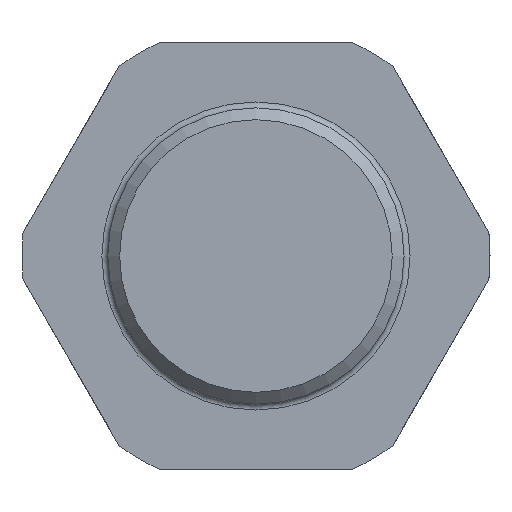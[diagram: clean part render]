
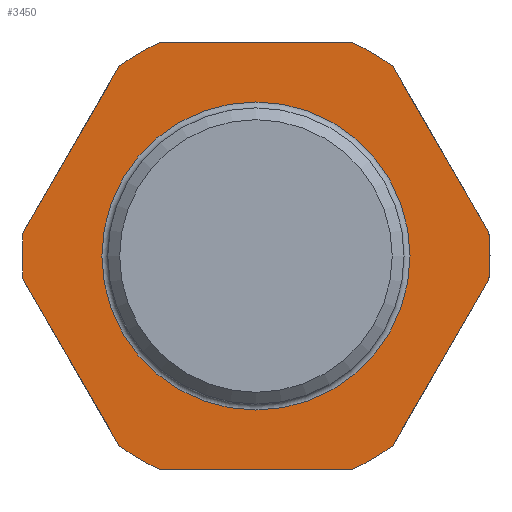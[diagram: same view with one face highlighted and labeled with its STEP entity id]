
A CAD part, left-side view. The second image highlights one B-rep face of the part: STEP entity #3450.
In plain terms, the highlighted planar face has unit normal (-1, 0, 0).
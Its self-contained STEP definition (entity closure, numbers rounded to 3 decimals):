
#66=FACE_BOUND('',#740,.T.);
#164=LINE('',#5231,#310);
#167=LINE('',#5261,#313);
#170=LINE('',#5291,#316);
#173=LINE('',#5321,#319);
#176=LINE('',#5351,#322);
#179=LINE('',#5381,#325);
#310=VECTOR('',#4128,10.);
#313=VECTOR('',#4133,10.);
#316=VECTOR('',#4138,10.);
#319=VECTOR('',#4143,10.);
#322=VECTOR('',#4148,10.);
#325=VECTOR('',#4153,10.);
#552=FACE_OUTER_BOUND('',#739,.T.);
#739=EDGE_LOOP('',(#2163,#2164,#2165,#2166,#2167,#2168,#2169,#2170,#2171,
#2172,#2173,#2174));
#740=EDGE_LOOP('',(#2175,#2176));
#933=CIRCLE('',#3672,19.75);
#934=CIRCLE('',#3674,19.75);
#935=CIRCLE('',#3676,19.75);
#936=CIRCLE('',#3678,19.75);
#937=CIRCLE('',#3680,19.75);
#938=CIRCLE('',#3682,19.75);
#939=CIRCLE('',#3683,13.);
#940=CIRCLE('',#3684,13.);
#1204=VERTEX_POINT('',#5228);
#1205=VERTEX_POINT('',#5230);
#1208=VERTEX_POINT('',#5258);
#1209=VERTEX_POINT('',#5260);
#1212=VERTEX_POINT('',#5288);
#1213=VERTEX_POINT('',#5290);
#1216=VERTEX_POINT('',#5318);
#1217=VERTEX_POINT('',#5320);
#1220=VERTEX_POINT('',#5348);
#1221=VERTEX_POINT('',#5350);
#1224=VERTEX_POINT('',#5378);
#1225=VERTEX_POINT('',#5380);
#1229=VERTEX_POINT('',#5409);
#1230=VERTEX_POINT('',#5410);
#1570=EDGE_CURVE('',#1205,#1204,#164,.T.);
#1574=EDGE_CURVE('',#1209,#1208,#167,.T.);
#1578=EDGE_CURVE('',#1213,#1212,#170,.T.);
#1582=EDGE_CURVE('',#1217,#1216,#173,.T.);
#1586=EDGE_CURVE('',#1221,#1220,#176,.T.);
#1590=EDGE_CURVE('',#1225,#1224,#179,.T.);
#1602=EDGE_CURVE('',#1213,#1216,#933,.T.);
#1603=EDGE_CURVE('',#1225,#1212,#934,.T.);
#1604=EDGE_CURVE('',#1209,#1220,#935,.T.);
#1605=EDGE_CURVE('',#1217,#1208,#936,.T.);
#1606=EDGE_CURVE('',#1205,#1224,#937,.T.);
#1607=EDGE_CURVE('',#1221,#1204,#938,.T.);
#1608=EDGE_CURVE('',#1229,#1230,#939,.T.);
#1609=EDGE_CURVE('',#1230,#1229,#940,.T.);
#2163=ORIENTED_EDGE('',*,*,#1570,.T.);
#2164=ORIENTED_EDGE('',*,*,#1607,.F.);
#2165=ORIENTED_EDGE('',*,*,#1586,.T.);
#2166=ORIENTED_EDGE('',*,*,#1604,.F.);
#2167=ORIENTED_EDGE('',*,*,#1574,.T.);
#2168=ORIENTED_EDGE('',*,*,#1605,.F.);
#2169=ORIENTED_EDGE('',*,*,#1582,.T.);
#2170=ORIENTED_EDGE('',*,*,#1602,.F.);
#2171=ORIENTED_EDGE('',*,*,#1578,.T.);
#2172=ORIENTED_EDGE('',*,*,#1603,.F.);
#2173=ORIENTED_EDGE('',*,*,#1590,.T.);
#2174=ORIENTED_EDGE('',*,*,#1606,.F.);
#2175=ORIENTED_EDGE('',*,*,#1608,.T.);
#2176=ORIENTED_EDGE('',*,*,#1609,.T.);
#3172=PLANE('',#3681);
#3450=ADVANCED_FACE('',(#552,#66),#3172,.T.);
#3672=AXIS2_PLACEMENT_3D('',#5398,#4179,#4180);
#3674=AXIS2_PLACEMENT_3D('',#5400,#4183,#4184);
#3676=AXIS2_PLACEMENT_3D('',#5402,#4187,#4188);
#3678=AXIS2_PLACEMENT_3D('',#5404,#4191,#4192);
#3680=AXIS2_PLACEMENT_3D('',#5406,#4195,#4196);
#3681=AXIS2_PLACEMENT_3D('',#5407,#4197,#4198);
#3682=AXIS2_PLACEMENT_3D('',#5408,#4199,#4200);
#3683=AXIS2_PLACEMENT_3D('',#5411,#4201,#4202);
#3684=AXIS2_PLACEMENT_3D('',#5412,#4203,#4204);
#4128=DIRECTION('',(0.,-1.,0.));
#4133=DIRECTION('',(0.,0.5,0.866));
#4138=DIRECTION('',(0.,0.5,-0.866));
#4143=DIRECTION('',(0.,1.,0.));
#4148=DIRECTION('',(0.,-0.5,0.866));
#4153=DIRECTION('',(0.,-0.5,-0.866));
#4179=DIRECTION('center_axis',(1.,0.,0.));
#4180=DIRECTION('ref_axis',(0.,0.,-1.));
#4183=DIRECTION('center_axis',(1.,0.,0.));
#4184=DIRECTION('ref_axis',(0.,0.,-1.));
#4187=DIRECTION('center_axis',(1.,0.,0.));
#4188=DIRECTION('ref_axis',(0.,0.,-1.));
#4191=DIRECTION('center_axis',(1.,0.,0.));
#4192=DIRECTION('ref_axis',(0.,0.,-1.));
#4195=DIRECTION('center_axis',(1.,0.,0.));
#4196=DIRECTION('ref_axis',(0.,0.,-1.));
#4197=DIRECTION('center_axis',(-1.,0.,0.));
#4198=DIRECTION('ref_axis',(0.,0.,1.));
#4199=DIRECTION('center_axis',(1.,0.,0.));
#4200=DIRECTION('ref_axis',(0.,0.,-1.));
#4201=DIRECTION('center_axis',(1.,0.,0.));
#4202=DIRECTION('ref_axis',(0.,0.,-1.));
#4203=DIRECTION('center_axis',(1.,0.,0.));
#4204=DIRECTION('ref_axis',(0.,0.,-1.));
#5228=CARTESIAN_POINT('',(-3.15,-8.128,-18.));
#5230=CARTESIAN_POINT('',(-3.15,8.128,-18.));
#5231=CARTESIAN_POINT('',(-3.15,13.939,-18.));
#5258=CARTESIAN_POINT('',(-3.15,-11.525,16.039));
#5260=CARTESIAN_POINT('',(-3.15,-19.652,1.961));
#5261=CARTESIAN_POINT('',(-3.15,-15.152,9.757));
#5288=CARTESIAN_POINT('',(-3.15,19.652,1.961));
#5290=CARTESIAN_POINT('',(-3.15,11.525,16.039));
#5291=CARTESIAN_POINT('',(-3.15,16.025,8.243));
#5318=CARTESIAN_POINT('',(-3.15,8.128,18.));
#5320=CARTESIAN_POINT('',(-3.15,-8.128,18.));
#5321=CARTESIAN_POINT('',(-3.15,5.811,18.));
#5348=CARTESIAN_POINT('',(-3.15,-19.652,-1.961));
#5350=CARTESIAN_POINT('',(-3.15,-11.525,-16.039));
#5351=CARTESIAN_POINT('',(-3.15,-11.088,-16.795));
#5378=CARTESIAN_POINT('',(-3.15,11.525,-16.039));
#5380=CARTESIAN_POINT('',(-3.15,19.652,-1.961));
#5381=CARTESIAN_POINT('',(-3.15,20.089,-1.205));
#5398=CARTESIAN_POINT('Origin',(-3.15,0.,0.));
#5400=CARTESIAN_POINT('Origin',(-3.15,0.,0.));
#5402=CARTESIAN_POINT('Origin',(-3.15,0.,0.));
#5404=CARTESIAN_POINT('Origin',(-3.15,0.,0.));
#5406=CARTESIAN_POINT('Origin',(-3.15,0.,0.));
#5407=CARTESIAN_POINT('Origin',(-3.15,19.75,0.));
#5408=CARTESIAN_POINT('Origin',(-3.15,0.,0.));
#5409=CARTESIAN_POINT('',(-3.15,13.,0.));
#5410=CARTESIAN_POINT('',(-3.15,0.,13.));
#5411=CARTESIAN_POINT('Origin',(-3.15,0.,0.));
#5412=CARTESIAN_POINT('Origin',(-3.15,0.,0.));
